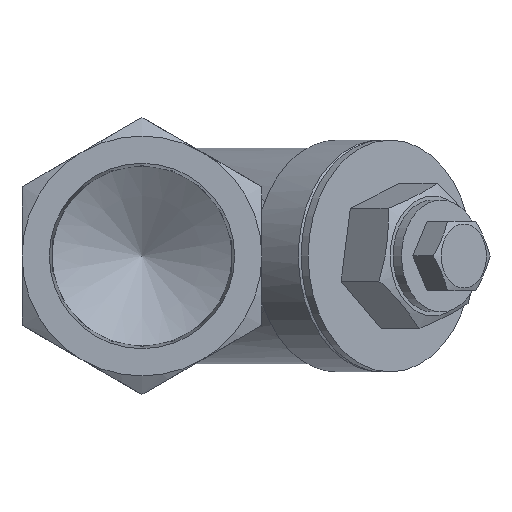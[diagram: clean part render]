
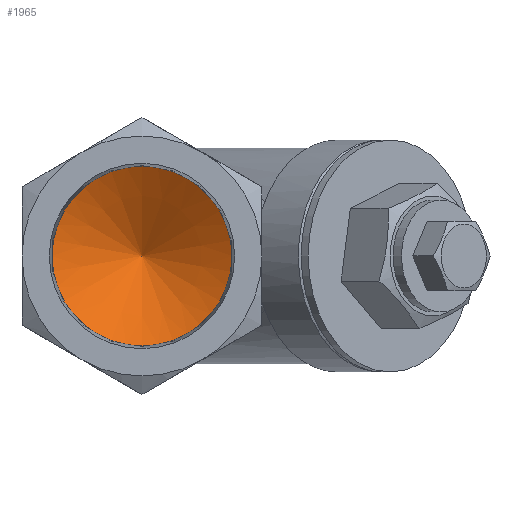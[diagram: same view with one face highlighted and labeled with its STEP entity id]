
A CAD part, left-side view. The second image highlights one B-rep face of the part: STEP entity #1965.
In plain terms, the highlighted conical face has half-angle 59 degrees and reference radius 22.6 mm.
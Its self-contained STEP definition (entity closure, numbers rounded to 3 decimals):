
#22=VERTEX_LOOP('',#1318);
#50=CONICAL_SURFACE('',#2150,22.6,1.03);
#125=CIRCLE('',#2151,22.6);
#791=ORIENTED_EDGE('',*,*,#1129,.T.);
#1129=EDGE_CURVE('',#1317,#1317,#125,.T.);
#1317=VERTEX_POINT('',#6642);
#1318=VERTEX_POINT('',#6643);
#1619=EDGE_LOOP('',(#791));
#1769=FACE_BOUND('',#1619,.T.);
#1770=FACE_BOUND('',#22,.T.);
#1965=ADVANCED_FACE('',(#1769,#1770),#50,.F.);
#2150=AXIS2_PLACEMENT_3D('',#6640,#2511,#2512);
#2151=AXIS2_PLACEMENT_3D('',#6641,#2513,#2514);
#2511=DIRECTION('',(-1.,0.,0.));
#2512=DIRECTION('',(0.,0.,1.));
#2513=DIRECTION('',(-1.,0.,0.));
#2514=DIRECTION('',(0.,0.,1.));
#6640=CARTESIAN_POINT('',(-27.05,0.,0.));
#6641=CARTESIAN_POINT('',(-27.05,0.,0.));
#6642=CARTESIAN_POINT('',(-27.05,0.,22.6));
#6643=CARTESIAN_POINT('',(-13.471,0.,0.));
